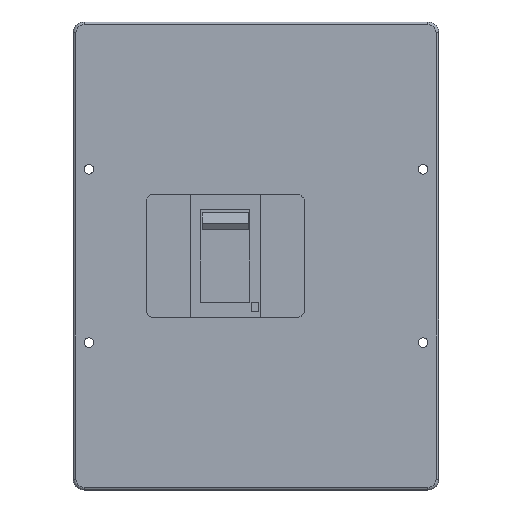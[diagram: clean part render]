
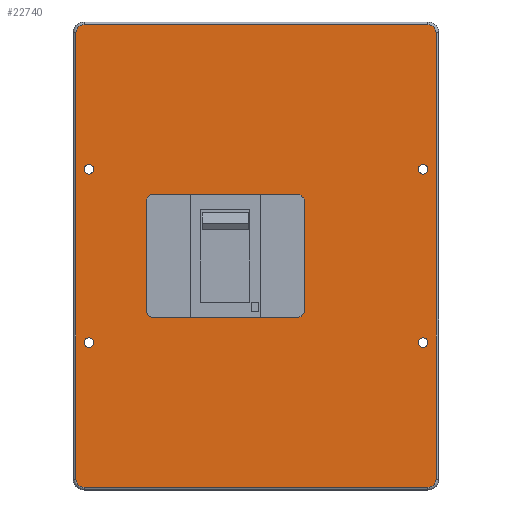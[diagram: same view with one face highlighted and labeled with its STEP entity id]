
A CAD part, top view. The second image highlights one B-rep face of the part: STEP entity #22740.
In plain terms, the highlighted planar face has unit normal (0, 0, 1).
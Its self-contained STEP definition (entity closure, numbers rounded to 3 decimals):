
#20690=CARTESIAN_POINT('',(0.,0.,0.));
#20700=DIRECTION('',(0.,0.,1.));
#20710=DIRECTION('',(1.,0.,0.));
#20720=AXIS2_PLACEMENT_3D('',#20690,#20700,#20710);
#20730=PLANE('',#20720);
#20740=CARTESIAN_POINT('',(355.882,558.,0.));
#20750=DIRECTION('',(0.,0.,1.));
#20760=DIRECTION('',(1.,0.,0.));
#20770=AXIS2_PLACEMENT_3D('',#20740,#20750,#20760);
#20780=CIRCLE('',#20770,3.5);
#20790=CARTESIAN_POINT('',(359.382,558.,0.));
#20800=VERTEX_POINT('',#20790);
#20810=CARTESIAN_POINT('',(352.382,558.,0.));
#20820=VERTEX_POINT('',#20810);
#20830=EDGE_CURVE('',#20800,#20820,#20780,.T.);
#20840=ORIENTED_EDGE('',*,*,#20830,.F.);
#20850=EDGE_CURVE('',#20820,#20800,#20780,.T.);
#20860=ORIENTED_EDGE('',*,*,#20850,.F.);
#20870=EDGE_LOOP('',(#20860,#20840));
#20880=FACE_BOUND('',#20870,.T.);
#20890=CARTESIAN_POINT('',(355.882,685.,0.));
#20900=DIRECTION('',(0.,0.,1.));
#20910=DIRECTION('',(1.,0.,0.));
#20920=AXIS2_PLACEMENT_3D('',#20890,#20900,#20910);
#20930=CIRCLE('',#20920,3.5);
#20940=CARTESIAN_POINT('',(359.382,685.,0.));
#20950=VERTEX_POINT('',#20940);
#20960=CARTESIAN_POINT('',(352.382,685.,0.));
#20970=VERTEX_POINT('',#20960);
#20980=EDGE_CURVE('',#20950,#20970,#20930,.T.);
#20990=ORIENTED_EDGE('',*,*,#20980,.F.);
#21000=EDGE_CURVE('',#20970,#20950,#20930,.T.);
#21010=ORIENTED_EDGE('',*,*,#21000,.F.);
#21020=EDGE_LOOP('',(#21010,#20990));
#21030=FACE_BOUND('',#21020,.T.);
#21040=CARTESIAN_POINT('',(157.882,581.5,0.));
#21050=DIRECTION('',(0.,0.,1.));
#21060=DIRECTION('',(1.,0.,0.));
#21070=AXIS2_PLACEMENT_3D('',#21040,#21050,#21060);
#21080=CIRCLE('',#21070,5.);
#21090=CARTESIAN_POINT('',(152.882,581.5,0.));
#21100=VERTEX_POINT('',#21090);
#21110=CARTESIAN_POINT('',(157.882,576.5,0.));
#21120=VERTEX_POINT('',#21110);
#21130=EDGE_CURVE('',#21100,#21120,#21080,.T.);
#21140=ORIENTED_EDGE('',*,*,#21130,.F.);
#21150=CARTESIAN_POINT('',(0.,576.5,0.));
#21160=DIRECTION('',(1.,0.,0.));
#21170=VECTOR('',#21160,1.);
#21180=LINE('',#21150,#21170);
#21190=CARTESIAN_POINT('',(263.882,576.5,0.));
#21200=VERTEX_POINT('',#21190);
#21210=EDGE_CURVE('',#21120,#21200,#21180,.T.);
#21220=ORIENTED_EDGE('',*,*,#21210,.F.);
#21230=CARTESIAN_POINT('',(263.882,581.5,0.));
#21240=DIRECTION('',(0.,0.,1.));
#21250=DIRECTION('',(1.,0.,0.));
#21260=AXIS2_PLACEMENT_3D('',#21230,#21240,#21250);
#21270=CIRCLE('',#21260,5.);
#21280=CARTESIAN_POINT('',(268.882,581.5,0.));
#21290=VERTEX_POINT('',#21280);
#21300=EDGE_CURVE('',#21200,#21290,#21270,.T.);
#21310=ORIENTED_EDGE('',*,*,#21300,.F.);
#21320=CARTESIAN_POINT('',(268.882,0.,0.));
#21330=DIRECTION('',(0.,1.,0.));
#21340=VECTOR('',#21330,1.);
#21350=LINE('',#21320,#21340);
#21360=CARTESIAN_POINT('',(268.882,661.5,0.));
#21370=VERTEX_POINT('',#21360);
#21380=EDGE_CURVE('',#21290,#21370,#21350,.T.);
#21390=ORIENTED_EDGE('',*,*,#21380,.F.);
#21400=CARTESIAN_POINT('',(263.882,661.5,0.));
#21410=DIRECTION('',(0.,0.,1.));
#21420=DIRECTION('',(1.,0.,0.));
#21430=AXIS2_PLACEMENT_3D('',#21400,#21410,#21420);
#21440=CIRCLE('',#21430,5.);
#21450=CARTESIAN_POINT('',(263.882,666.5,0.));
#21460=VERTEX_POINT('',#21450);
#21470=EDGE_CURVE('',#21370,#21460,#21440,.T.);
#21480=ORIENTED_EDGE('',*,*,#21470,.F.);
#21490=CARTESIAN_POINT('',(0.,666.5,0.));
#21500=DIRECTION('',(-1.,0.,0.));
#21510=VECTOR('',#21500,1.);
#21520=LINE('',#21490,#21510);
#21530=CARTESIAN_POINT('',(157.882,666.5,0.));
#21540=VERTEX_POINT('',#21530);
#21550=EDGE_CURVE('',#21460,#21540,#21520,.T.);
#21560=ORIENTED_EDGE('',*,*,#21550,.F.);
#21570=CARTESIAN_POINT('',(157.882,661.5,0.));
#21580=DIRECTION('',(0.,0.,1.));
#21590=DIRECTION('',(1.,0.,0.));
#21600=AXIS2_PLACEMENT_3D('',#21570,#21580,#21590);
#21610=CIRCLE('',#21600,5.);
#21620=CARTESIAN_POINT('',(152.882,661.5,0.));
#21630=VERTEX_POINT('',#21620);
#21640=EDGE_CURVE('',#21540,#21630,#21610,.T.);
#21650=ORIENTED_EDGE('',*,*,#21640,.F.);
#21660=CARTESIAN_POINT('',(152.882,0.,0.));
#21670=DIRECTION('',(0.,1.,0.));
#21680=VECTOR('',#21670,1.);
#21690=LINE('',#21660,#21680);
#21700=EDGE_CURVE('',#21100,#21630,#21690,.T.);
#21710=ORIENTED_EDGE('',*,*,#21700,.T.);
#21720=EDGE_LOOP('',(#21710,#21650,#21560,#21480,#21390,#21310,#21220,
#21140));
#21730=FACE_BOUND('',#21720,.T.);
#21740=CARTESIAN_POINT('',(110.882,558.,0.));
#21750=DIRECTION('',(0.,0.,1.));
#21760=DIRECTION('',(1.,0.,0.));
#21770=AXIS2_PLACEMENT_3D('',#21740,#21750,#21760);
#21780=CIRCLE('',#21770,3.5);
#21790=CARTESIAN_POINT('',(114.382,558.,0.));
#21800=VERTEX_POINT('',#21790);
#21810=CARTESIAN_POINT('',(107.382,558.,0.));
#21820=VERTEX_POINT('',#21810);
#21830=EDGE_CURVE('',#21800,#21820,#21780,.T.);
#21840=ORIENTED_EDGE('',*,*,#21830,.F.);
#21850=EDGE_CURVE('',#21820,#21800,#21780,.T.);
#21860=ORIENTED_EDGE('',*,*,#21850,.F.);
#21870=EDGE_LOOP('',(#21860,#21840));
#21880=FACE_BOUND('',#21870,.T.);
#21890=CARTESIAN_POINT('',(110.882,685.,0.));
#21900=DIRECTION('',(0.,0.,1.));
#21910=DIRECTION('',(1.,0.,0.));
#21920=AXIS2_PLACEMENT_3D('',#21890,#21900,#21910);
#21930=CIRCLE('',#21920,3.5);
#21940=CARTESIAN_POINT('',(114.382,685.,0.));
#21950=VERTEX_POINT('',#21940);
#21960=CARTESIAN_POINT('',(107.382,685.,0.));
#21970=VERTEX_POINT('',#21960);
#21980=EDGE_CURVE('',#21950,#21970,#21930,.T.);
#21990=ORIENTED_EDGE('',*,*,#21980,.F.);
#22000=EDGE_CURVE('',#21970,#21950,#21930,.T.);
#22010=ORIENTED_EDGE('',*,*,#22000,.F.);
#22020=EDGE_LOOP('',(#22010,#21990));
#22030=FACE_BOUND('',#22020,.T.);
#22040=CARTESIAN_POINT('',(0.,452.,0.));
#22050=DIRECTION('',(-1.,0.,0.));
#22060=VECTOR('',#22050,1.);
#22070=LINE('',#22040,#22060);
#22080=CARTESIAN_POINT('',(359.382,452.,0.));
#22090=VERTEX_POINT('',#22080);
#22100=CARTESIAN_POINT('',(107.382,452.,0.));
#22110=VERTEX_POINT('',#22100);
#22120=EDGE_CURVE('',#22090,#22110,#22070,.T.);
#22130=ORIENTED_EDGE('',*,*,#22120,.F.);
#22140=CARTESIAN_POINT('',(107.382,458.,0.));
#22150=DIRECTION('',(0.,0.,1.));
#22160=DIRECTION('',(1.,0.,0.));
#22170=AXIS2_PLACEMENT_3D('',#22140,#22150,#22160);
#22180=CIRCLE('',#22170,6.);
#22190=CARTESIAN_POINT('',(101.382,458.,0.));
#22200=VERTEX_POINT('',#22190);
#22210=EDGE_CURVE('',#22200,#22110,#22180,.T.);
#22220=ORIENTED_EDGE('',*,*,#22210,.T.);
#22230=CARTESIAN_POINT('',(101.382,0.,0.));
#22240=DIRECTION('',(0.,1.,0.));
#22250=VECTOR('',#22240,1.);
#22260=LINE('',#22230,#22250);
#22270=CARTESIAN_POINT('',(101.382,785.,0.));
#22280=VERTEX_POINT('',#22270);
#22290=EDGE_CURVE('',#22200,#22280,#22260,.T.);
#22300=ORIENTED_EDGE('',*,*,#22290,.F.);
#22310=CARTESIAN_POINT('',(107.382,785.,0.));
#22320=DIRECTION('',(0.,0.,1.));
#22330=DIRECTION('',(1.,0.,0.));
#22340=AXIS2_PLACEMENT_3D('',#22310,#22320,#22330);
#22350=CIRCLE('',#22340,6.);
#22360=CARTESIAN_POINT('',(107.382,791.,0.));
#22370=VERTEX_POINT('',#22360);
#22380=EDGE_CURVE('',#22370,#22280,#22350,.T.);
#22390=ORIENTED_EDGE('',*,*,#22380,.T.);
#22400=CARTESIAN_POINT('',(0.,791.,0.));
#22410=DIRECTION('',(1.,0.,0.));
#22420=VECTOR('',#22410,1.);
#22430=LINE('',#22400,#22420);
#22440=CARTESIAN_POINT('',(359.382,791.,0.));
#22450=VERTEX_POINT('',#22440);
#22460=EDGE_CURVE('',#22370,#22450,#22430,.T.);
#22470=ORIENTED_EDGE('',*,*,#22460,.F.);
#22480=CARTESIAN_POINT('',(359.382,785.,0.));
#22490=DIRECTION('',(0.,0.,1.));
#22500=DIRECTION('',(1.,0.,0.));
#22510=AXIS2_PLACEMENT_3D('',#22480,#22490,#22500);
#22520=CIRCLE('',#22510,6.);
#22530=CARTESIAN_POINT('',(365.382,785.,0.));
#22540=VERTEX_POINT('',#22530);
#22550=EDGE_CURVE('',#22540,#22450,#22520,.T.);
#22560=ORIENTED_EDGE('',*,*,#22550,.T.);
#22570=CARTESIAN_POINT('',(365.382,0.,0.));
#22580=DIRECTION('',(0.,-1.,0.));
#22590=VECTOR('',#22580,1.);
#22600=LINE('',#22570,#22590);
#22610=CARTESIAN_POINT('',(365.382,458.,0.));
#22620=VERTEX_POINT('',#22610);
#22630=EDGE_CURVE('',#22540,#22620,#22600,.T.);
#22640=ORIENTED_EDGE('',*,*,#22630,.F.);
#22650=CARTESIAN_POINT('',(359.382,458.,0.));
#22660=DIRECTION('',(0.,0.,1.));
#22670=DIRECTION('',(1.,0.,0.));
#22680=AXIS2_PLACEMENT_3D('',#22650,#22660,#22670);
#22690=CIRCLE('',#22680,6.);
#22700=EDGE_CURVE('',#22090,#22620,#22690,.T.);
#22710=ORIENTED_EDGE('',*,*,#22700,.T.);
#22720=EDGE_LOOP('',(#22710,#22640,#22560,#22470,#22390,#22300,#22220,
#22130));
#22730=FACE_OUTER_BOUND('',#22720,.T.);
#22740=ADVANCED_FACE('',(#20880,#21030,#21730,#21880,#22030,#22730),
#20730,.T.);
